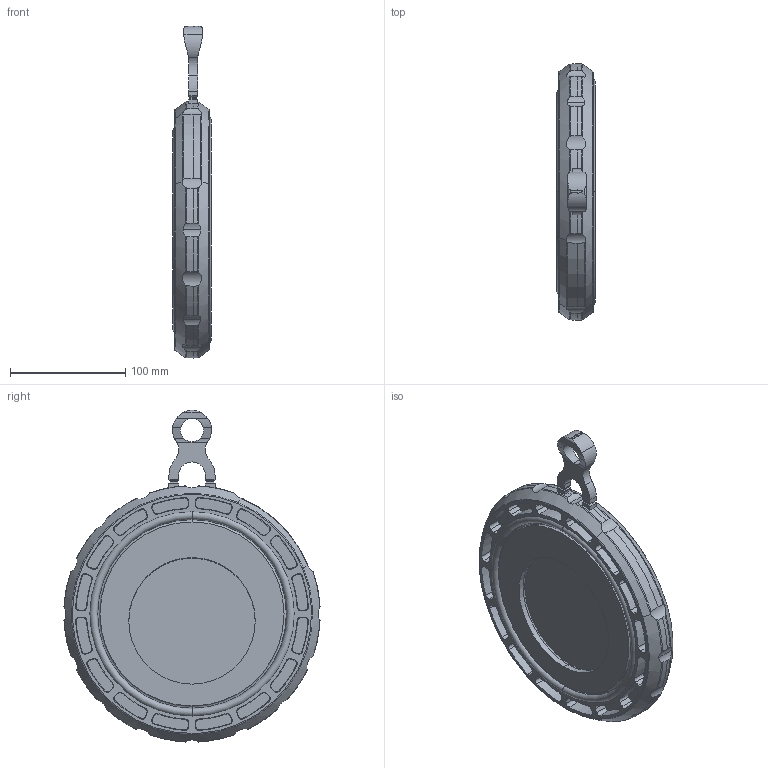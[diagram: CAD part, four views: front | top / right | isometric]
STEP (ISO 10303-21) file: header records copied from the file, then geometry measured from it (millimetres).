
FILE_DESCRIPTION(('STEP AP214'),'1');
FILE_NAME('cctmp_A6932D30-A887-458D-B6FF-0AFF54A4DDCA_2018_12_7_13_44_34_383..stp','2018-12-07T12:44:35',('Praher Valves GmbH'),('CADClick - www.CADClick.com'),'Spatial InterOp 3D',' ','unknown authorization');
FILE_SCHEMA(('AUTOMOTIVE_DESIGN'));
Length unit declared in the file: millimetre
Products named in the file (1): 1
Bounding box: 33.56 x 222.67 x 288.64 mm (x, y, z)
Volume: 865941.5 mm3; surface area: 152618.8 mm2
Topology: 1 solids, 1 shells, 567 faces, 1554 edges, 1003 vertices
Faces by surface type: plane 171, cone 151, cylinder 135, torus 110
Entity records: 25951 total; most frequent: CARTESIAN_POINT 6961, ORIENTED_EDGE 3108, DIRECTION 3054, EDGE_CURVE 1554, AXIS2_PLACEMENT_3D 1223, VERTEX_POINT 1003, CIRCLE 629, LINE 608
